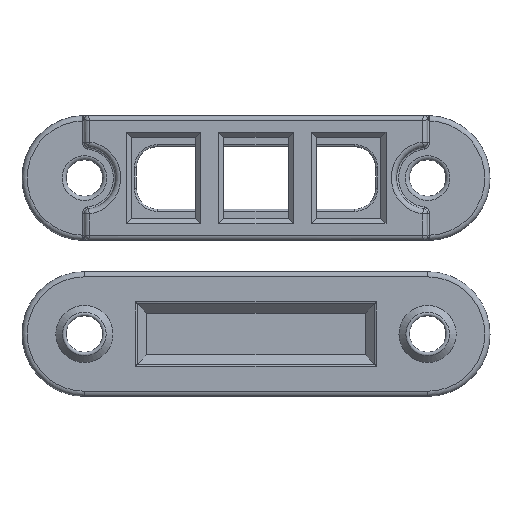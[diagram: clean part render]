
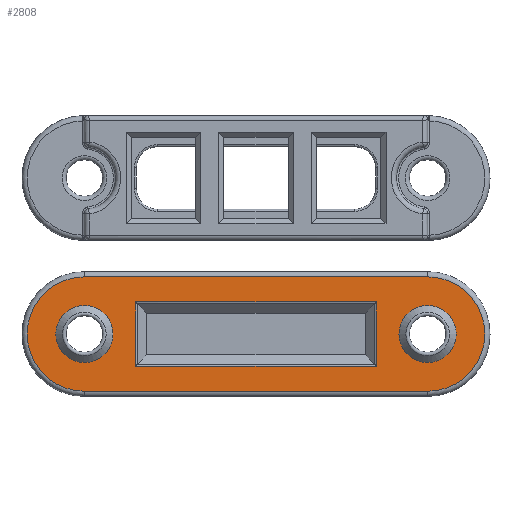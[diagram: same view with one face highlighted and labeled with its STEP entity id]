
A CAD part, top view. The second image highlights one B-rep face of the part: STEP entity #2808.
In plain terms, the highlighted planar face has unit normal (0, 0, 1).
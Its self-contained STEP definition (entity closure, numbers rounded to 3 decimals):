
#111=FACE_BOUND('',#499,.T.);
#112=FACE_BOUND('',#500,.T.);
#113=FACE_BOUND('',#501,.T.);
#170=PLANE('',#3112);
#321=FACE_OUTER_BOUND('',#498,.T.);
#498=EDGE_LOOP('',(#2486,#2487,#2488,#2489));
#499=EDGE_LOOP('',(#2490));
#500=EDGE_LOOP('',(#2491));
#501=EDGE_LOOP('',(#2492,#2493,#2494,#2495));
#716=LINE('',#5169,#936);
#719=LINE('',#5179,#939);
#720=LINE('',#5183,#940);
#722=LINE('',#5188,#942);
#729=LINE('',#5203,#949);
#730=LINE('',#5207,#950);
#936=VECTOR('',#3873,10.);
#939=VECTOR('',#3882,10.);
#940=VECTOR('',#3887,10.);
#942=VECTOR('',#3893,10.);
#949=VECTOR('',#3906,10.);
#950=VECTOR('',#3909,10.);
#1088=CIRCLE('',#3113,5.5);
#1089=CIRCLE('',#3114,5.5);
#1090=CIRCLE('',#3115,2.75);
#1091=CIRCLE('',#3116,2.75);
#1326=VERTEX_POINT('',#5167);
#1327=VERTEX_POINT('',#5168);
#1331=VERTEX_POINT('',#5178);
#1332=VERTEX_POINT('',#5182);
#1337=VERTEX_POINT('',#5201);
#1338=VERTEX_POINT('',#5202);
#1339=VERTEX_POINT('',#5204);
#1340=VERTEX_POINT('',#5206);
#1341=VERTEX_POINT('',#5209);
#1342=VERTEX_POINT('',#5211);
#1710=EDGE_CURVE('',#1326,#1327,#716,.T.);
#1715=EDGE_CURVE('',#1327,#1331,#719,.T.);
#1717=EDGE_CURVE('',#1332,#1326,#720,.T.);
#1720=EDGE_CURVE('',#1331,#1332,#722,.T.);
#1727=EDGE_CURVE('',#1337,#1338,#729,.T.);
#1728=EDGE_CURVE('',#1339,#1337,#1088,.T.);
#1729=EDGE_CURVE('',#1340,#1339,#730,.T.);
#1730=EDGE_CURVE('',#1338,#1340,#1089,.T.);
#1731=EDGE_CURVE('',#1341,#1341,#1090,.T.);
#1732=EDGE_CURVE('',#1342,#1342,#1091,.T.);
#2486=ORIENTED_EDGE('',*,*,#1727,.F.);
#2487=ORIENTED_EDGE('',*,*,#1728,.F.);
#2488=ORIENTED_EDGE('',*,*,#1729,.F.);
#2489=ORIENTED_EDGE('',*,*,#1730,.F.);
#2490=ORIENTED_EDGE('',*,*,#1731,.T.);
#2491=ORIENTED_EDGE('',*,*,#1732,.T.);
#2492=ORIENTED_EDGE('',*,*,#1710,.F.);
#2493=ORIENTED_EDGE('',*,*,#1717,.F.);
#2494=ORIENTED_EDGE('',*,*,#1720,.F.);
#2495=ORIENTED_EDGE('',*,*,#1715,.F.);
#2808=ADVANCED_FACE('',(#321,#111,#112,#113),#170,.T.);
#3112=AXIS2_PLACEMENT_3D('',#5200,#3904,#3905);
#3113=AXIS2_PLACEMENT_3D('',#5205,#3907,#3908);
#3114=AXIS2_PLACEMENT_3D('',#5208,#3910,#3911);
#3115=AXIS2_PLACEMENT_3D('',#5210,#3912,#3913);
#3116=AXIS2_PLACEMENT_3D('',#5212,#3914,#3915);
#3873=DIRECTION('',(-1.,0.,0.));
#3882=DIRECTION('',(0.,-1.,0.));
#3887=DIRECTION('',(0.,1.,0.));
#3893=DIRECTION('',(1.,0.,0.));
#3904=DIRECTION('center_axis',(0.,0.,1.));
#3905=DIRECTION('ref_axis',(1.,0.,0.));
#3906=DIRECTION('',(1.,0.,0.));
#3907=DIRECTION('center_axis',(0.,0.,-1.));
#3908=DIRECTION('ref_axis',(-1.,0.,0.));
#3909=DIRECTION('',(-1.,0.,0.));
#3910=DIRECTION('center_axis',(0.,0.,-1.));
#3911=DIRECTION('ref_axis',(1.,0.,0.));
#3912=DIRECTION('center_axis',(0.,0.,-1.));
#3913=DIRECTION('ref_axis',(1.,0.,0.));
#3914=DIRECTION('center_axis',(0.,0.,-1.));
#3915=DIRECTION('ref_axis',(1.,0.,0.));
#5167=CARTESIAN_POINT('',(28.083,-5.917,2.));
#5168=CARTESIAN_POINT('',(4.917,-5.917,2.));
#5169=CARTESIAN_POINT('',(13.625,-5.917,2.));
#5178=CARTESIAN_POINT('',(4.917,-12.083,2.));
#5179=CARTESIAN_POINT('',(4.917,-9.75,2.));
#5182=CARTESIAN_POINT('',(28.083,-12.083,2.));
#5183=CARTESIAN_POINT('',(28.083,-8.25,2.));
#5188=CARTESIAN_POINT('',(19.375,-12.083,2.));
#5200=CARTESIAN_POINT('Origin',(16.5,-9.,2.));
#5201=CARTESIAN_POINT('',(0.,-3.5,2.));
#5202=CARTESIAN_POINT('',(33.,-3.5,2.));
#5203=CARTESIAN_POINT('',(24.75,-3.5,2.));
#5204=CARTESIAN_POINT('',(0.,-14.5,2.));
#5205=CARTESIAN_POINT('Origin',(0.,-9.,2.));
#5206=CARTESIAN_POINT('',(33.,-14.5,2.));
#5207=CARTESIAN_POINT('',(8.25,-14.5,2.));
#5208=CARTESIAN_POINT('Origin',(33.,-9.,2.));
#5209=CARTESIAN_POINT('',(30.25,-9.,2.));
#5210=CARTESIAN_POINT('Origin',(33.,-9.,2.));
#5211=CARTESIAN_POINT('',(-2.75,-9.,2.));
#5212=CARTESIAN_POINT('Origin',(0.,-9.,2.));
